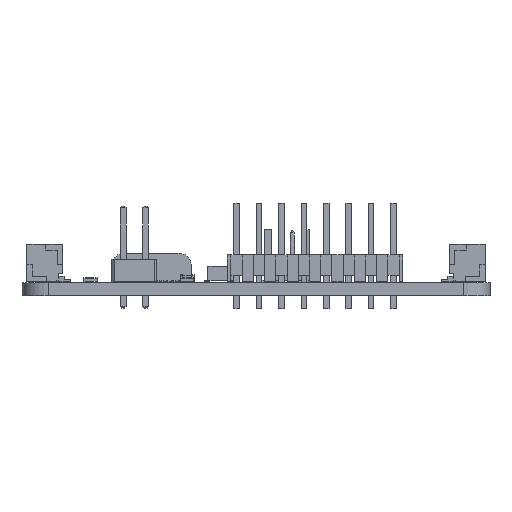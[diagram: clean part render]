
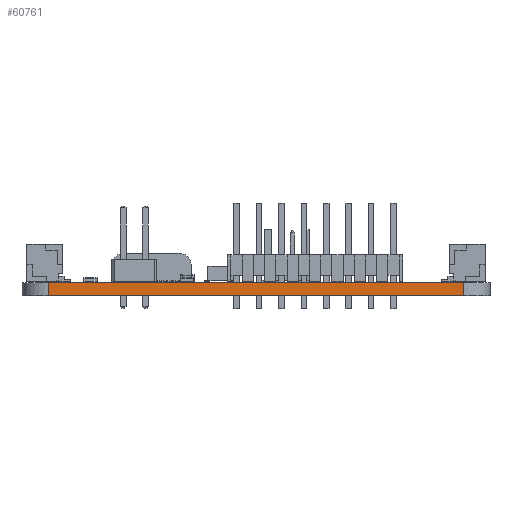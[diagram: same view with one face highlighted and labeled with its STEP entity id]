
A CAD part, front view. The second image highlights one B-rep face of the part: STEP entity #60761.
In plain terms, the highlighted planar face has unit normal (0, -1, 0).
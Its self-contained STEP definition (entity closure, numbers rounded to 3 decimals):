
#59374 = VERTEX_POINT('',#59375);
#59375 = CARTESIAN_POINT('',(99.,-143.,0.));
#59382 = EDGE_CURVE('',#59383,#59374,#59385,.T.);
#59383 = VERTEX_POINT('',#59384);
#59384 = CARTESIAN_POINT('',(146.,-143.,0.));
#59385 = LINE('',#59386,#59387);
#59386 = CARTESIAN_POINT('',(146.,-143.,0.));
#59387 = VECTOR('',#59388,1.);
#59388 = DIRECTION('',(-1.,0.,0.));
#60054 = VERTEX_POINT('',#60055);
#60055 = CARTESIAN_POINT('',(99.,-143.,1.51));
#60062 = EDGE_CURVE('',#60063,#60054,#60065,.T.);
#60063 = VERTEX_POINT('',#60064);
#60064 = CARTESIAN_POINT('',(146.,-143.,1.51));
#60065 = LINE('',#60066,#60067);
#60066 = CARTESIAN_POINT('',(146.,-143.,1.51));
#60067 = VECTOR('',#60068,1.);
#60068 = DIRECTION('',(-1.,0.,0.));
#60733 = EDGE_CURVE('',#59383,#60063,#60734,.T.);
#60734 = LINE('',#60735,#60736);
#60735 = CARTESIAN_POINT('',(146.,-143.,0.));
#60736 = VECTOR('',#60737,1.);
#60737 = DIRECTION('',(0.,0.,1.));
#60761 = ADVANCED_FACE('',(#60762),#60773,.T.);
#60762 = FACE_BOUND('',#60763,.T.);
#60763 = EDGE_LOOP('',(#60764,#60765,#60766,#60772));
#60764 = ORIENTED_EDGE('',*,*,#60733,.T.);
#60765 = ORIENTED_EDGE('',*,*,#60062,.T.);
#60766 = ORIENTED_EDGE('',*,*,#60767,.F.);
#60767 = EDGE_CURVE('',#59374,#60054,#60768,.T.);
#60768 = LINE('',#60769,#60770);
#60769 = CARTESIAN_POINT('',(99.,-143.,0.));
#60770 = VECTOR('',#60771,1.);
#60771 = DIRECTION('',(0.,0.,1.));
#60772 = ORIENTED_EDGE('',*,*,#59382,.F.);
#60773 = PLANE('',#60774);
#60774 = AXIS2_PLACEMENT_3D('',#60775,#60776,#60777);
#60775 = CARTESIAN_POINT('',(146.,-143.,0.));
#60776 = DIRECTION('',(0.,-1.,0.));
#60777 = DIRECTION('',(-1.,0.,0.));
